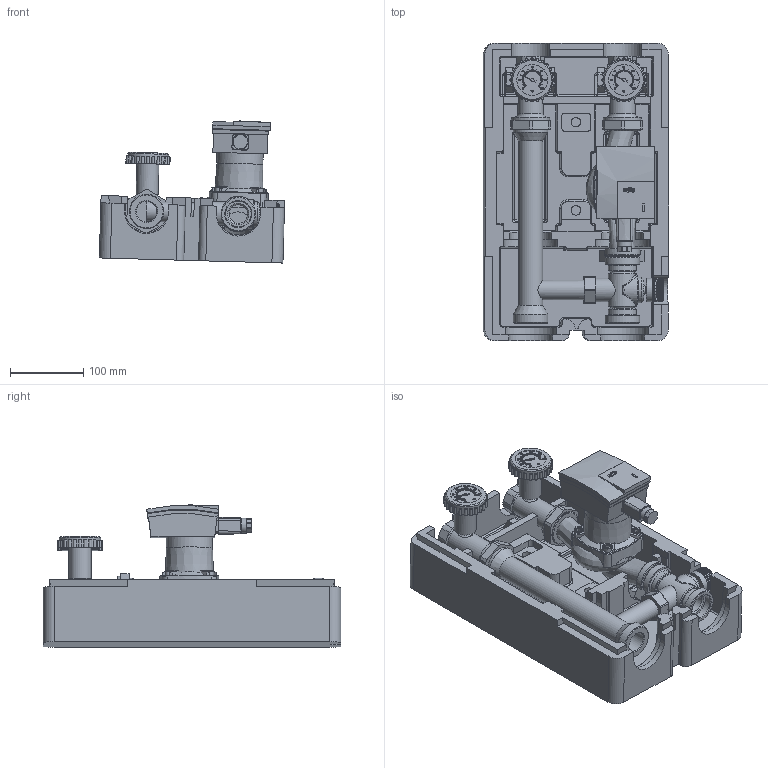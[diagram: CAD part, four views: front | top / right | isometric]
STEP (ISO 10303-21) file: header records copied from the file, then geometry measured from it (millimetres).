
FILE_DESCRIPTION(/* description */ (''),/* implementation_level */ '2;1');
FILE_NAME(/* name */ 'SMTC125-DN25_Wilo_bez pokrywy.stp',/* time_stamp */ '2015-11-26T21:40:39+01:00',/* author */ ('ARTUR'),/* organization */ (''),/* preprocessor_version */ 'ST-DEVELOPER v15.6',/* originating_system */ 'Autodesk Inventor 2015',/* authorisation */ '');
FILE_SCHEMA (('CONFIG_CONTROL_DESIGN'));
Products named in the file (1): SMTC125-DN25_Wilo_bez pokrywy
Bounding box: 252.28 x 405 x 193.45 mm (x, y, z)
Volume: 5605845.7 mm3; surface area: 657415.2 mm2
Topology: 1 solids, 2 shells, 2578 faces, 7064 edges, 4560 vertices
Faces by surface type: plane 1719, cylinder 619, cone 97, bspline 55, torus 50, sphere 38
Full cylindrical faces by diameter (mm): 10 x6, 13 x2, 13.654 x2, 20 x1, 21 x1, 25 x3, 26.8 x2, 27 x1, 28 x1, 30 x4, 32 x2, 33 x6, 35 x5, 38 x3, 42 x2, 45 x2, 47 x4, 48.3 x2, 52 x2, 56 x2, 63 x1
Entity records: 87523 total; most frequent: CARTESIAN_POINT 21091, ORIENTED_EDGE 13762, DIRECTION 13274, EDGE_CURVE 6881, LINE 4948, VECTOR 4948, VERTEX_POINT 4519, AXIS2_PLACEMENT_3D 4163
